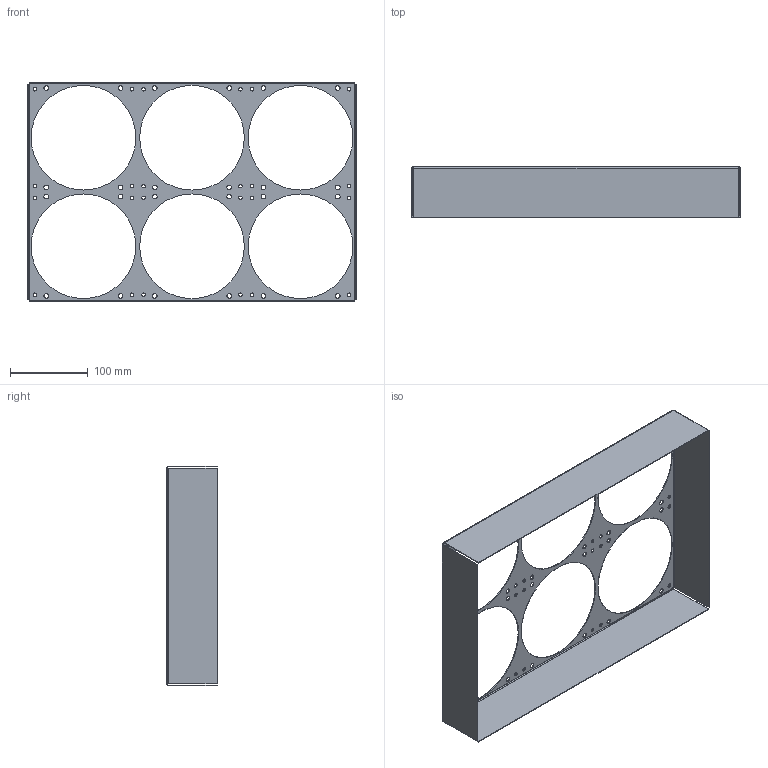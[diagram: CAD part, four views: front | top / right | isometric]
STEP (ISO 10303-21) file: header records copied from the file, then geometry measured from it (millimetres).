
FILE_DESCRIPTION (( 'STEP AP203' ), '1' );
FILE_NAME ('LB08176_1-1.STEP', '2023-11-20T12:32:46', ( '' ), ( '' ), 'SwSTEP 2.0', 'SolidWorks 2022', '' );
FILE_SCHEMA (( 'CONFIG_CONTROL_DESIGN' ));
Length unit declared in the file: millimetre
Products named in the file (2): LB08176_1-1; LB08176_1-1_1u_GALV-N.stp
Assembly tree (1 placements, depth 2):
  LB08176_1-1
    LB08176_1-1_1u_GALV-N.stp
Bounding box: 423.47 x 65 x 283.47 mm (x, y, z)
Volume: 121393.5 mm3; surface area: 248044.2 mm2
Topology: 1 solids, 1 shells, 138 faces, 408 edges, 272 vertices
Faces by surface type: cylinder 116, plane 22
Entity records: 5156 total; most frequent: DIRECTION 924, CARTESIAN_POINT 822, ORIENTED_EDGE 816, EDGE_CURVE 408, AXIS2_PLACEMENT_3D 374, VERTEX_POINT 272, EDGE_LOOP 246, CIRCLE 232
